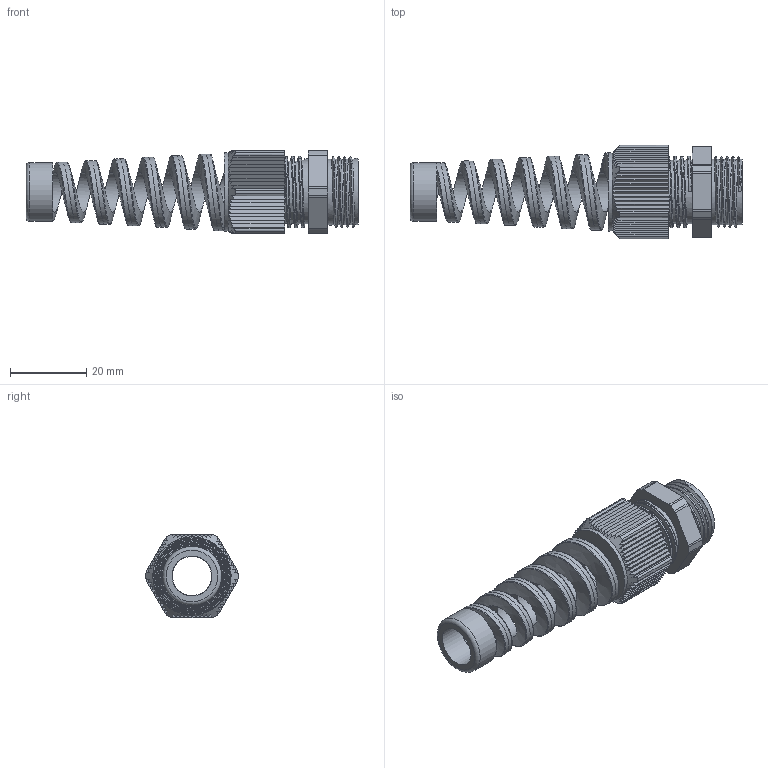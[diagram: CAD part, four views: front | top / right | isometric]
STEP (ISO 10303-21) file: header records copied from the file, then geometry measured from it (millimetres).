
FILE_DESCRIPTION(/* description */ ('Euro-Top mit BS PG11'),/* implementation_level */ '2;1');
FILE_NAME(/* name */ '11380411-RST.stp',/* time_stamp */ '2016-06-22T13:25:37+02:00',/* author */ ('SL'),/* organization */ (''),/* preprocessor_version */ 'ST-DEVELOPER v15.2',/* originating_system */ 'Autodesk Inventor 2014',/* authorisation */ '');
FILE_SCHEMA (('AUTOMOTIVE_DESIGN { 1 0 10303 214 3 1 1 }'));
Products named in the file (7): Euro-Top-BS-03-BT-0002-11380411; Euro-Top-BS-03-BT-0001-11380411; Euro-Top-BS-03-BT-0004-11380411; Euro-Top-BS-03-BT-0005-11380411; Euro-Top-BS-03-BG-0001-11380411-BS; Euro-Top-BS-03-BT-0003-11380411; Euro-Top-BS-03-BG-0002-11380411
Assembly tree (6 placements, depth 3):
  Euro-Top-BS-03-BG-0002-11380411
    Euro-Top-BS-03-BT-0002-11380411
    Euro-Top-BS-03-BG-0001-11380411-BS
      Euro-Top-BS-03-BT-0001-11380411
      Euro-Top-BS-03-BT-0004-11380411
      Euro-Top-BS-03-BT-0005-11380411
    Euro-Top-BS-03-BT-0003-11380411
Bounding box: 87 x 24.41 x 22.01 mm (x, y, z)
Volume: 10790 mm3; surface area: 14423.9 mm2
Topology: 5 solids, 5 shells, 479 faces, 1257 edges, 792 vertices
Faces by surface type: plane 255, cylinder 126, bspline 45, cone 31, torus 22
Full cylindrical faces by diameter (mm): 10.3 x1, 10.5 x2, 10.63 x1, 13.15 x1, 13.3 x1, 13.63 x1, 15.48 x1, 17.22 x5, 19.44 x5, 20.48 x1
Entity records: 36116 total; most frequent: CARTESIAN_POINT 25118, ORIENTED_EDGE 2390, DIRECTION 2145, EDGE_CURVE 1195, AXIS2_PLACEMENT_3D 791, VERTEX_POINT 764, LINE 563, VECTOR 563
